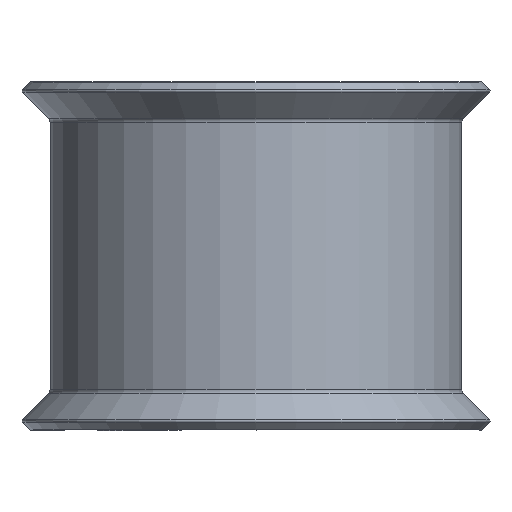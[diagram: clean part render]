
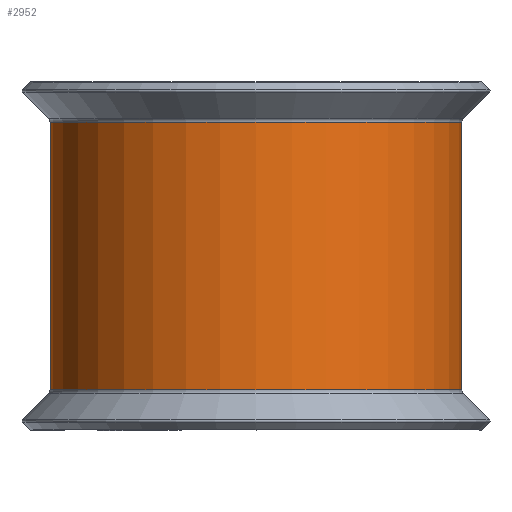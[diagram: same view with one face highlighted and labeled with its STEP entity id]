
A CAD part, front view. The second image highlights one B-rep face of the part: STEP entity #2952.
In plain terms, the highlighted cylindrical face has radius 9.36 mm (diameter 18.72 mm), a partial arc.
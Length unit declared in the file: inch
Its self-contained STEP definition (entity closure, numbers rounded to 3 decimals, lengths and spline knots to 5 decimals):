
#21 = ORIENTED_EDGE ( 'NONE', *, *, #2772, .T. ) ;
#124 = EDGE_CURVE ( 'NONE', #1431, #554, #436, .T. ) ;
#233 = CARTESIAN_POINT ( 'NONE',  ( 0.3435, -0.812, 0.23972 ) ) ;
#436 = LINE ( 'NONE', #2299, #1062 ) ;
#495 = DIRECTION ( 'NONE',  ( -1., 0., 0. ) ) ;
#554 = VERTEX_POINT ( 'NONE', #1136 ) ;
#577 = CARTESIAN_POINT ( 'NONE',  ( -0.025, -0.812, -0.23972 ) ) ;
#582 = CYLINDRICAL_SURFACE ( 'NONE', #1474, 0.3685 ) ;
#687 = CARTESIAN_POINT ( 'NONE',  ( 0.3435, -0.4435, 0.23972 ) ) ;
#748 = ORIENTED_EDGE ( 'NONE', *, *, #124, .F. ) ;
#871 = CARTESIAN_POINT ( 'NONE',  ( 0.3435, -0.812, -0.23972 ) ) ;
#970 = VECTOR ( 'NONE', #1507, 39.37008 ) ;
#1028 = LINE ( 'NONE', #2011, #970 ) ;
#1057 = CIRCLE ( 'NONE', #3013, 0.3685 ) ;
#1062 = VECTOR ( 'NONE', #2081, 39.37008 ) ;
#1116 = DIRECTION ( 'NONE',  ( -1., 0., 0. ) ) ;
#1136 = CARTESIAN_POINT ( 'NONE',  ( 0.3435, -0.4435, -0.23972 ) ) ;
#1315 = EDGE_CURVE ( 'NONE', #554, #2856, #1057, .T. ) ;
#1431 = VERTEX_POINT ( 'NONE', #687 ) ;
#1474 = AXIS2_PLACEMENT_3D ( 'NONE', #3101, #2803, #2858 ) ;
#1507 = DIRECTION ( 'NONE',  ( 0., 0., -1. ) ) ;
#1869 = ORIENTED_EDGE ( 'NONE', *, *, #1315, .F. ) ;
#1894 = FACE_OUTER_BOUND ( 'NONE', #2355, .T. ) ;
#1933 = EDGE_CURVE ( 'NONE', #1431, #2264, #2813, .T. ) ;
#1947 = DIRECTION ( 'NONE',  ( 0., 0., -1. ) ) ;
#2011 = CARTESIAN_POINT ( 'NONE',  ( -0.025, -0.812, 0.3125 ) ) ;
#2081 = DIRECTION ( 'NONE',  ( 0., 0., -1. ) ) ;
#2264 = VERTEX_POINT ( 'NONE', #2481 ) ;
#2299 = CARTESIAN_POINT ( 'NONE',  ( 0.3435, -0.4435, 0.3125 ) ) ;
#2301 = ORIENTED_EDGE ( 'NONE', *, *, #1933, .T. ) ;
#2355 = EDGE_LOOP ( 'NONE', ( #21, #1869, #748, #2301 ) ) ;
#2411 = AXIS2_PLACEMENT_3D ( 'NONE', #233, #1947, #495 ) ;
#2481 = CARTESIAN_POINT ( 'NONE',  ( -0.025, -0.812, 0.23972 ) ) ;
#2590 = DIRECTION ( 'NONE',  ( 0., 0., -1. ) ) ;
#2772 = EDGE_CURVE ( 'NONE', #2264, #2856, #1028, .T. ) ;
#2803 = DIRECTION ( 'NONE',  ( 0., 0., -1. ) ) ;
#2813 = CIRCLE ( 'NONE', #2411, 0.3685 ) ;
#2856 = VERTEX_POINT ( 'NONE', #577 ) ;
#2858 = DIRECTION ( 'NONE',  ( -1., 0., 0. ) ) ;
#2952 = ADVANCED_FACE ( 'NONE', ( #1894 ), #582, .T. ) ;
#3013 = AXIS2_PLACEMENT_3D ( 'NONE', #871, #2590, #1116 ) ;
#3101 = CARTESIAN_POINT ( 'NONE',  ( 0.3435, -0.812, 0.3125 ) ) ;
